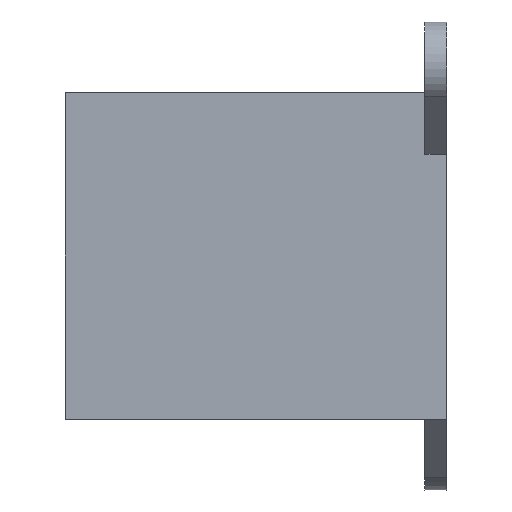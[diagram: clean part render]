
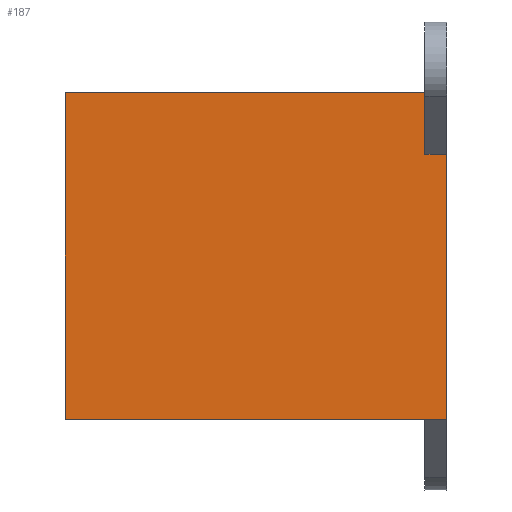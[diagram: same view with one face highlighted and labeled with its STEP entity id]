
A CAD part, left-side view. The second image highlights one B-rep face of the part: STEP entity #187.
In plain terms, the highlighted planar face has unit normal (-1, 0, 0).
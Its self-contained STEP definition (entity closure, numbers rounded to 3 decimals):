
#12 = CARTESIAN_POINT ( 'NONE',  ( -15., 35., -15. ) ) ;
#52 = CARTESIAN_POINT ( 'NONE',  ( -15., 0., -15. ) ) ;
#61 = CARTESIAN_POINT ( 'NONE',  ( -15., 35., 15. ) ) ;
#70 = CARTESIAN_POINT ( 'NONE',  ( -15., 0., 9.343 ) ) ;
#100 = DIRECTION ( 'NONE',  ( 0., -1., 0. ) ) ;
#110 = CARTESIAN_POINT ( 'NONE',  ( -15., 0., 15. ) ) ;
#112 = DIRECTION ( 'NONE',  ( 0., 0., -1. ) ) ;
#113 = DIRECTION ( 'NONE',  ( 0., 0., -1. ) ) ;
#121 = CARTESIAN_POINT ( 'NONE',  ( -15., 35., -15. ) ) ;
#127 = DIRECTION ( 'NONE',  ( 0., 0., -1. ) ) ;
#144 = CARTESIAN_POINT ( 'NONE',  ( -15., 35., 15. ) ) ;
#148 = DIRECTION ( 'NONE',  ( 0., -1., 0. ) ) ;
#151 = CARTESIAN_POINT ( 'NONE',  ( -15., 35., 9.343 ) ) ;
#153 = DIRECTION ( 'NONE',  ( 0., 1., 0. ) ) ;
#156 = CARTESIAN_POINT ( 'NONE',  ( -15., 35., 15. ) ) ;
#157 = CARTESIAN_POINT ( 'NONE',  ( -15., 2., 9.343 ) ) ;
#160 = CARTESIAN_POINT ( 'NONE',  ( -15., 2., 15. ) ) ;
#162 = DIRECTION ( 'NONE',  ( 0., 1., 0. ) ) ;
#163 = DIRECTION ( 'NONE',  ( 1., 0., 0. ) ) ;
#166 = PLANE ( 'NONE',  #451 ) ;
#167 = CARTESIAN_POINT ( 'NONE',  ( -15., 2., 15. ) ) ;
#168 = CARTESIAN_POINT ( 'NONE',  ( -15., 35., 15. ) ) ;
#187 = ADVANCED_FACE ( 'NONE', ( #386 ), #166, .F. ) ;
#193 = VERTEX_POINT ( 'NONE', #160 ) ;
#195 = VERTEX_POINT ( 'NONE', #157 ) ;
#222 = EDGE_CURVE ( 'NONE', #553, #195, #379, .T. ) ;
#223 = EDGE_CURVE ( 'NONE', #558, #193, #363, .T. ) ;
#232 = EDGE_CURVE ( 'NONE', #193, #195, #613, .T. ) ;
#235 = EDGE_CURVE ( 'NONE', #553, #541, #265, .T. ) ;
#237 = EDGE_CURVE ( 'NONE', #558, #560, #269, .T. ) ;
#241 = EDGE_CURVE ( 'NONE', #560, #541, #275, .T. ) ;
#265 = LINE ( 'NONE', #110, #268 ) ;
#268 = VECTOR ( 'NONE', #113, 1000. ) ;
#269 = LINE ( 'NONE', #144, #272 ) ;
#272 = VECTOR ( 'NONE', #127, 1000. ) ;
#275 = LINE ( 'NONE', #121, #279 ) ;
#279 = VECTOR ( 'NONE', #100, 1000. ) ;
#363 = LINE ( 'NONE', #156, #463 ) ;
#373 = VECTOR ( 'NONE', #153, 1000. ) ;
#379 = LINE ( 'NONE', #151, #373 ) ;
#383 = VECTOR ( 'NONE', #112, 1000. ) ;
#386 = FACE_OUTER_BOUND ( 'NONE', #601, .T. ) ;
#401 = ORIENTED_EDGE ( 'NONE', *, *, #241, .T. ) ;
#403 = ORIENTED_EDGE ( 'NONE', *, *, #237, .T. ) ;
#404 = ORIENTED_EDGE ( 'NONE', *, *, #223, .F. ) ;
#405 = ORIENTED_EDGE ( 'NONE', *, *, #222, .T. ) ;
#429 = ORIENTED_EDGE ( 'NONE', *, *, #235, .F. ) ;
#451 = AXIS2_PLACEMENT_3D ( 'NONE', #168, #163, #162 ) ;
#463 = VECTOR ( 'NONE', #148, 1000. ) ;
#475 = ORIENTED_EDGE ( 'NONE', *, *, #232, .F. ) ;
#541 = VERTEX_POINT ( 'NONE', #52 ) ;
#553 = VERTEX_POINT ( 'NONE', #70 ) ;
#558 = VERTEX_POINT ( 'NONE', #61 ) ;
#560 = VERTEX_POINT ( 'NONE', #12 ) ;
#601 = EDGE_LOOP ( 'NONE', ( #429, #405, #475, #404, #403, #401 ) ) ;
#613 = LINE ( 'NONE', #167, #383 ) ;
